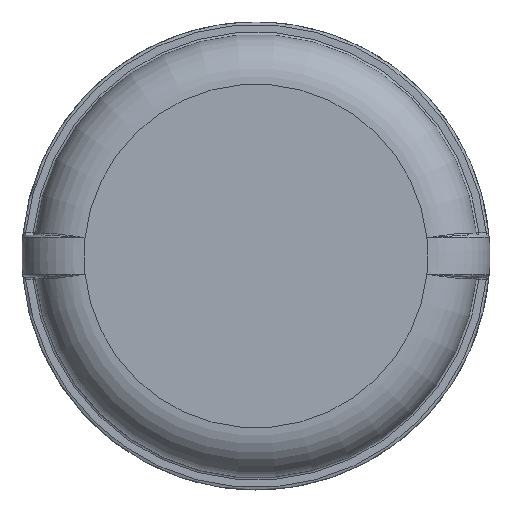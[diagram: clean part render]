
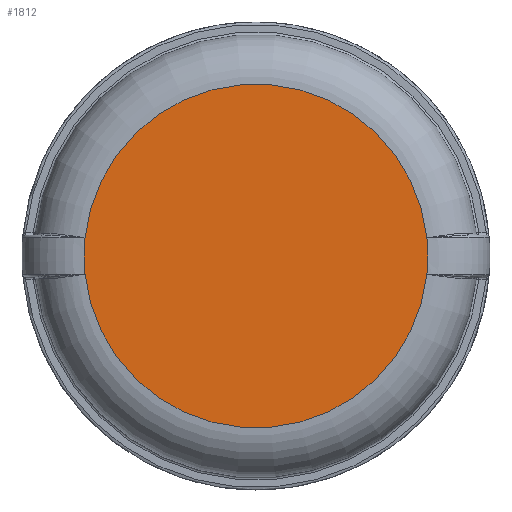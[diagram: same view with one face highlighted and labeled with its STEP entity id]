
A CAD part, left-side view. The second image highlights one B-rep face of the part: STEP entity #1812.
In plain terms, the highlighted planar face has unit normal (-1, 0, 0).
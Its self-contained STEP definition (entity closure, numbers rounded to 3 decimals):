
#229 = ORIENTED_EDGE ( 'NONE', *, *, #13443, .T. ) ;
#602 = EDGE_CURVE ( 'NONE', #13460, #13084, #8911, .T. ) ;
#622 = CARTESIAN_POINT ( 'NONE',  ( -22., 0., 0. ) ) ;
#702 = CIRCLE ( 'NONE', #8363, 20.75 ) ;
#912 = CARTESIAN_POINT ( 'NONE',  ( -22., 26.75, 0. ) ) ;
#1812 = ADVANCED_FACE ( 'NONE', ( #14392 ), #12899, .T. ) ;
#2050 = DIRECTION ( 'NONE',  ( 0., 0., 1. ) ) ;
#2137 = EDGE_LOOP ( 'NONE', ( #19320, #15846, #5714, #229 ) ) ;
#2599 = AXIS2_PLACEMENT_3D ( 'NONE', #912, #15902, #11607 ) ;
#2990 = DIRECTION ( 'NONE',  ( 0., 0., 1. ) ) ;
#3180 = DIRECTION ( 'NONE',  ( -1., 0., 0. ) ) ;
#3732 = VERTEX_POINT ( 'NONE', #14424 ) ;
#3929 = CARTESIAN_POINT ( 'NONE',  ( -22., 0., 0. ) ) ;
#5543 = AXIS2_PLACEMENT_3D ( 'NONE', #12200, #3180, #2990 ) ;
#5714 = ORIENTED_EDGE ( 'NONE', *, *, #17718, .T. ) ;
#6540 = CARTESIAN_POINT ( 'NONE',  ( -22., 0., 0. ) ) ;
#6554 = CARTESIAN_POINT ( 'NONE',  ( -22., -20.633, -2.2 ) ) ;
#6691 = DIRECTION ( 'NONE',  ( 0., 0., 1. ) ) ;
#8150 = DIRECTION ( 'NONE',  ( -1., 0., 0. ) ) ;
#8363 = AXIS2_PLACEMENT_3D ( 'NONE', #622, #11214, #6691 ) ;
#8454 = DIRECTION ( 'NONE',  ( 0., 0., 1. ) ) ;
#8902 = EDGE_CURVE ( 'NONE', #3732, #13460, #17370, .T. ) ;
#8911 = CIRCLE ( 'NONE', #9879, 20.75 ) ;
#9879 = AXIS2_PLACEMENT_3D ( 'NONE', #3929, #15740, #2050 ) ;
#11214 = DIRECTION ( 'NONE',  ( -1., 0., 0. ) ) ;
#11607 = DIRECTION ( 'NONE',  ( 0., 0., 1. ) ) ;
#12200 = CARTESIAN_POINT ( 'NONE',  ( -22., 0., 0. ) ) ;
#12899 = PLANE ( 'NONE',  #2599 ) ;
#13084 = VERTEX_POINT ( 'NONE', #13958 ) ;
#13443 = EDGE_CURVE ( 'NONE', #13615, #3732, #702, .T. ) ;
#13460 = VERTEX_POINT ( 'NONE', #18407 ) ;
#13539 = AXIS2_PLACEMENT_3D ( 'NONE', #6540, #8150, #8454 ) ;
#13615 = VERTEX_POINT ( 'NONE', #6554 ) ;
#13958 = CARTESIAN_POINT ( 'NONE',  ( -22., 20.633, -2.2 ) ) ;
#14392 = FACE_OUTER_BOUND ( 'NONE', #2137, .T. ) ;
#14424 = CARTESIAN_POINT ( 'NONE',  ( -22., -20.633, 2.2 ) ) ;
#15740 = DIRECTION ( 'NONE',  ( -1., 0., 0. ) ) ;
#15846 = ORIENTED_EDGE ( 'NONE', *, *, #602, .T. ) ;
#15902 = DIRECTION ( 'NONE',  ( -1., 0., 0. ) ) ;
#16407 = CIRCLE ( 'NONE', #13539, 20.75 ) ;
#17370 = CIRCLE ( 'NONE', #5543, 20.75 ) ;
#17718 = EDGE_CURVE ( 'NONE', #13084, #13615, #16407, .T. ) ;
#18407 = CARTESIAN_POINT ( 'NONE',  ( -22., 20.633, 2.2 ) ) ;
#19320 = ORIENTED_EDGE ( 'NONE', *, *, #8902, .T. ) ;
